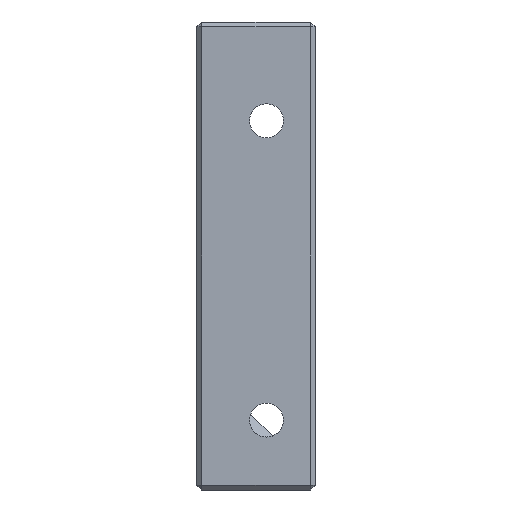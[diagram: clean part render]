
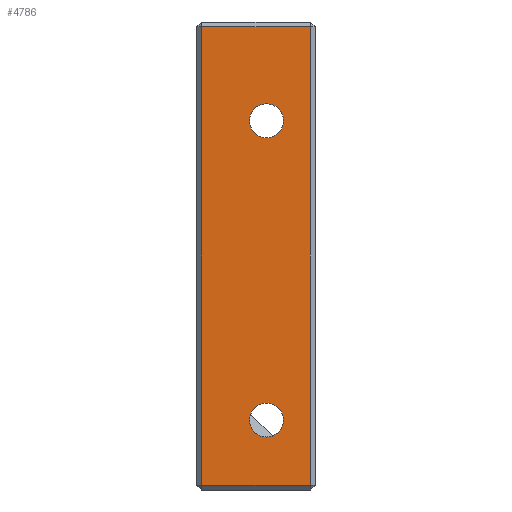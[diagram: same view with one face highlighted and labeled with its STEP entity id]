
A CAD part, front view. The second image highlights one B-rep face of the part: STEP entity #4786.
In plain terms, the highlighted planar face has unit normal (0, -1, 0).
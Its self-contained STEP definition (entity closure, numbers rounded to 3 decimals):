
#72 = PLANE('',#73);
#73 = AXIS2_PLACEMENT_3D('',#74,#75,#76);
#74 = CARTESIAN_POINT('',(14.65,3.25,3.));
#75 = DIRECTION('',(0.707,-0.707,0.));
#76 = DIRECTION('',(0.,0.,1.));
#284 = VERTEX_POINT('',#285);
#285 = CARTESIAN_POINT('',(14.4,3.,3.5));
#308 = VERTEX_POINT('',#309);
#309 = CARTESIAN_POINT('',(14.4,3.,49.4));
#335 = EDGE_CURVE('',#284,#308,#336,.T.);
#336 = SURFACE_CURVE('',#337,(#341,#348),.PCURVE_S1.);
#337 = LINE('',#338,#339);
#338 = CARTESIAN_POINT('',(14.4,3.,3.));
#339 = VECTOR('',#340,1.);
#340 = DIRECTION('',(0.,0.,1.));
#341 = PCURVE('',#72,#342);
#342 = DEFINITIONAL_REPRESENTATION('',(#343),#347);
#343 = LINE('',#344,#345);
#344 = CARTESIAN_POINT('',(0.,0.354));
#345 = VECTOR('',#346,1.);
#346 = DIRECTION('',(1.,0.));
#347 = ( GEOMETRIC_REPRESENTATION_CONTEXT(2) 
PARAMETRIC_REPRESENTATION_CONTEXT() REPRESENTATION_CONTEXT('2D SPACE',''
  ) );
#348 = PCURVE('',#349,#354);
#349 = PLANE('',#350);
#350 = AXIS2_PLACEMENT_3D('',#351,#352,#353);
#351 = CARTESIAN_POINT('',(3.,3.,3.));
#352 = DIRECTION('',(0.,1.,0.));
#353 = DIRECTION('',(1.,0.,0.));
#354 = DEFINITIONAL_REPRESENTATION('',(#355),#359);
#355 = LINE('',#356,#357);
#356 = CARTESIAN_POINT('',(11.4,0.));
#357 = VECTOR('',#358,1.);
#358 = DIRECTION('',(0.,-1.));
#359 = ( GEOMETRIC_REPRESENTATION_CONTEXT(2) 
PARAMETRIC_REPRESENTATION_CONTEXT() REPRESENTATION_CONTEXT('2D SPACE',''
  ) );
#672 = PLANE('',#673);
#673 = AXIS2_PLACEMENT_3D('',#674,#675,#676);
#674 = CARTESIAN_POINT('',(3.,3.25,3.25));
#675 = DIRECTION('',(0.,-0.707,-0.707));
#676 = DIRECTION('',(1.,0.,0.));
#4786 = ADVANCED_FACE('',(#4787,#4867,#4898),#349,.F.);
#4787 = FACE_BOUND('',#4788,.F.);
#4788 = EDGE_LOOP('',(#4789,#4812,#4840,#4866));
#4789 = ORIENTED_EDGE('',*,*,#4790,.F.);
#4790 = EDGE_CURVE('',#4791,#284,#4793,.T.);
#4791 = VERTEX_POINT('',#4792);
#4792 = CARTESIAN_POINT('',(3.5,3.,3.5));
#4793 = SURFACE_CURVE('',#4794,(#4798,#4805),.PCURVE_S1.);
#4794 = LINE('',#4795,#4796);
#4795 = CARTESIAN_POINT('',(3.,3.,3.5));
#4796 = VECTOR('',#4797,1.);
#4797 = DIRECTION('',(1.,0.,0.));
#4798 = PCURVE('',#349,#4799);
#4799 = DEFINITIONAL_REPRESENTATION('',(#4800),#4804);
#4800 = LINE('',#4801,#4802);
#4801 = CARTESIAN_POINT('',(0.,-0.5));
#4802 = VECTOR('',#4803,1.);
#4803 = DIRECTION('',(1.,0.));
#4804 = ( GEOMETRIC_REPRESENTATION_CONTEXT(2) 
PARAMETRIC_REPRESENTATION_CONTEXT() REPRESENTATION_CONTEXT('2D SPACE',''
  ) );
#4805 = PCURVE('',#672,#4806);
#4806 = DEFINITIONAL_REPRESENTATION('',(#4807),#4811);
#4807 = LINE('',#4808,#4809);
#4808 = CARTESIAN_POINT('',(0.,0.354));
#4809 = VECTOR('',#4810,1.);
#4810 = DIRECTION('',(1.,0.));
#4811 = ( GEOMETRIC_REPRESENTATION_CONTEXT(2) 
PARAMETRIC_REPRESENTATION_CONTEXT() REPRESENTATION_CONTEXT('2D SPACE',''
  ) );
#4812 = ORIENTED_EDGE('',*,*,#4813,.T.);
#4813 = EDGE_CURVE('',#4791,#4814,#4816,.T.);
#4814 = VERTEX_POINT('',#4815);
#4815 = CARTESIAN_POINT('',(3.5,3.,49.4));
#4816 = SURFACE_CURVE('',#4817,(#4821,#4828),.PCURVE_S1.);
#4817 = LINE('',#4818,#4819);
#4818 = CARTESIAN_POINT('',(3.5,3.,3.));
#4819 = VECTOR('',#4820,1.);
#4820 = DIRECTION('',(0.,0.,1.));
#4821 = PCURVE('',#349,#4822);
#4822 = DEFINITIONAL_REPRESENTATION('',(#4823),#4827);
#4823 = LINE('',#4824,#4825);
#4824 = CARTESIAN_POINT('',(0.5,0.));
#4825 = VECTOR('',#4826,1.);
#4826 = DIRECTION('',(0.,-1.));
#4827 = ( GEOMETRIC_REPRESENTATION_CONTEXT(2) 
PARAMETRIC_REPRESENTATION_CONTEXT() REPRESENTATION_CONTEXT('2D SPACE',''
  ) );
#4828 = PCURVE('',#4829,#4834);
#4829 = PLANE('',#4830);
#4830 = AXIS2_PLACEMENT_3D('',#4831,#4832,#4833);
#4831 = CARTESIAN_POINT('',(3.25,3.25,3.));
#4832 = DIRECTION('',(-0.707,-0.707,0.));
#4833 = DIRECTION('',(0.,0.,1.));
#4834 = DEFINITIONAL_REPRESENTATION('',(#4835),#4839);
#4835 = LINE('',#4836,#4837);
#4836 = CARTESIAN_POINT('',(0.,-0.354));
#4837 = VECTOR('',#4838,1.);
#4838 = DIRECTION('',(1.,0.));
#4839 = ( GEOMETRIC_REPRESENTATION_CONTEXT(2) 
PARAMETRIC_REPRESENTATION_CONTEXT() REPRESENTATION_CONTEXT('2D SPACE',''
  ) );
#4840 = ORIENTED_EDGE('',*,*,#4841,.T.);
#4841 = EDGE_CURVE('',#4814,#308,#4842,.T.);
#4842 = SURFACE_CURVE('',#4843,(#4847,#4854),.PCURVE_S1.);
#4843 = LINE('',#4844,#4845);
#4844 = CARTESIAN_POINT('',(3.,3.,49.4));
#4845 = VECTOR('',#4846,1.);
#4846 = DIRECTION('',(1.,0.,0.));
#4847 = PCURVE('',#349,#4848);
#4848 = DEFINITIONAL_REPRESENTATION('',(#4849),#4853);
#4849 = LINE('',#4850,#4851);
#4850 = CARTESIAN_POINT('',(0.,-46.4));
#4851 = VECTOR('',#4852,1.);
#4852 = DIRECTION('',(1.,0.));
#4853 = ( GEOMETRIC_REPRESENTATION_CONTEXT(2) 
PARAMETRIC_REPRESENTATION_CONTEXT() REPRESENTATION_CONTEXT('2D SPACE',''
  ) );
#4854 = PCURVE('',#4855,#4860);
#4855 = PLANE('',#4856);
#4856 = AXIS2_PLACEMENT_3D('',#4857,#4858,#4859);
#4857 = CARTESIAN_POINT('',(3.,3.25,49.65));
#4858 = DIRECTION('',(0.,0.707,-0.707));
#4859 = DIRECTION('',(1.,0.,0.));
#4860 = DEFINITIONAL_REPRESENTATION('',(#4861),#4865);
#4861 = LINE('',#4862,#4863);
#4862 = CARTESIAN_POINT('',(0.,0.354));
#4863 = VECTOR('',#4864,1.);
#4864 = DIRECTION('',(1.,0.));
#4865 = ( GEOMETRIC_REPRESENTATION_CONTEXT(2) 
PARAMETRIC_REPRESENTATION_CONTEXT() REPRESENTATION_CONTEXT('2D SPACE',''
  ) );
#4866 = ORIENTED_EDGE('',*,*,#335,.F.);
#4867 = FACE_BOUND('',#4868,.F.);
#4868 = EDGE_LOOP('',(#4869));
#4869 = ORIENTED_EDGE('',*,*,#4870,.F.);
#4870 = EDGE_CURVE('',#4871,#4871,#4873,.T.);
#4871 = VERTEX_POINT('',#4872);
#4872 = CARTESIAN_POINT('',(8.3,3.,40.));
#4873 = SURFACE_CURVE('',#4874,(#4879,#4886),.PCURVE_S1.);
#4874 = CIRCLE('',#4875,1.7);
#4875 = AXIS2_PLACEMENT_3D('',#4876,#4877,#4878);
#4876 = CARTESIAN_POINT('',(10.,3.,40.));
#4877 = DIRECTION('',(0.,1.,0.));
#4878 = DIRECTION('',(-1.,0.,0.));
#4879 = PCURVE('',#349,#4880);
#4880 = DEFINITIONAL_REPRESENTATION('',(#4881),#4885);
#4881 = CIRCLE('',#4882,1.7);
#4882 = AXIS2_PLACEMENT_2D('',#4883,#4884);
#4883 = CARTESIAN_POINT('',(7.,-37.));
#4884 = DIRECTION('',(-1.,0.));
#4885 = ( GEOMETRIC_REPRESENTATION_CONTEXT(2) 
PARAMETRIC_REPRESENTATION_CONTEXT() REPRESENTATION_CONTEXT('2D SPACE',''
  ) );
#4886 = PCURVE('',#4887,#4892);
#4887 = CYLINDRICAL_SURFACE('',#4888,1.7);
#4888 = AXIS2_PLACEMENT_3D('',#4889,#4890,#4891);
#4889 = CARTESIAN_POINT('',(10.,0.,40.));
#4890 = DIRECTION('',(0.,1.,0.));
#4891 = DIRECTION('',(-1.,0.,0.));
#4892 = DEFINITIONAL_REPRESENTATION('',(#4893),#4897);
#4893 = LINE('',#4894,#4895);
#4894 = CARTESIAN_POINT('',(-6.283,3.));
#4895 = VECTOR('',#4896,1.);
#4896 = DIRECTION('',(1.,-0.));
#4897 = ( GEOMETRIC_REPRESENTATION_CONTEXT(2) 
PARAMETRIC_REPRESENTATION_CONTEXT() REPRESENTATION_CONTEXT('2D SPACE',''
  ) );
#4898 = FACE_BOUND('',#4899,.F.);
#4899 = EDGE_LOOP('',(#4900));
#4900 = ORIENTED_EDGE('',*,*,#4901,.F.);
#4901 = EDGE_CURVE('',#4902,#4902,#4904,.T.);
#4902 = VERTEX_POINT('',#4903);
#4903 = CARTESIAN_POINT('',(8.3,3.,10.));
#4904 = SURFACE_CURVE('',#4905,(#4910,#4917),.PCURVE_S1.);
#4905 = CIRCLE('',#4906,1.7);
#4906 = AXIS2_PLACEMENT_3D('',#4907,#4908,#4909);
#4907 = CARTESIAN_POINT('',(10.,3.,10.));
#4908 = DIRECTION('',(0.,1.,0.));
#4909 = DIRECTION('',(-1.,0.,0.));
#4910 = PCURVE('',#349,#4911);
#4911 = DEFINITIONAL_REPRESENTATION('',(#4912),#4916);
#4912 = CIRCLE('',#4913,1.7);
#4913 = AXIS2_PLACEMENT_2D('',#4914,#4915);
#4914 = CARTESIAN_POINT('',(7.,-7.));
#4915 = DIRECTION('',(-1.,0.));
#4916 = ( GEOMETRIC_REPRESENTATION_CONTEXT(2) 
PARAMETRIC_REPRESENTATION_CONTEXT() REPRESENTATION_CONTEXT('2D SPACE',''
  ) );
#4917 = PCURVE('',#4918,#4923);
#4918 = CYLINDRICAL_SURFACE('',#4919,1.7);
#4919 = AXIS2_PLACEMENT_3D('',#4920,#4921,#4922);
#4920 = CARTESIAN_POINT('',(10.,0.,10.));
#4921 = DIRECTION('',(0.,1.,0.));
#4922 = DIRECTION('',(-1.,0.,0.));
#4923 = DEFINITIONAL_REPRESENTATION('',(#4924),#4928);
#4924 = LINE('',#4925,#4926);
#4925 = CARTESIAN_POINT('',(-6.283,3.));
#4926 = VECTOR('',#4927,1.);
#4927 = DIRECTION('',(1.,-0.));
#4928 = ( GEOMETRIC_REPRESENTATION_CONTEXT(2) 
PARAMETRIC_REPRESENTATION_CONTEXT() REPRESENTATION_CONTEXT('2D SPACE',''
  ) );
